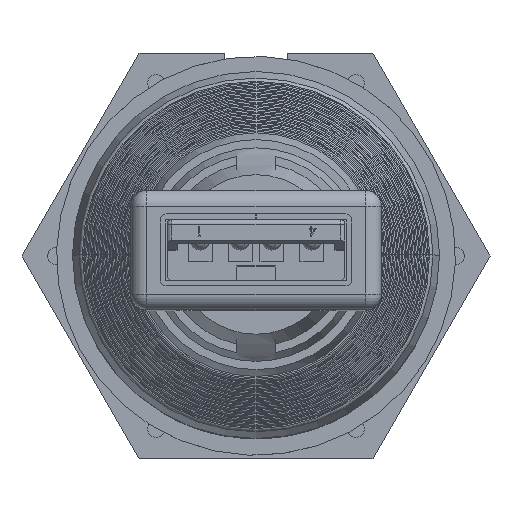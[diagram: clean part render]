
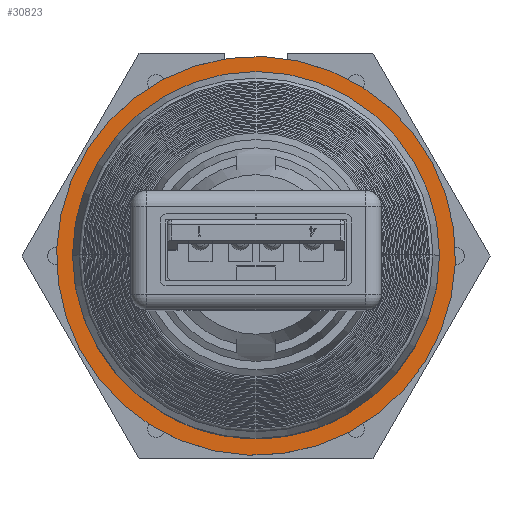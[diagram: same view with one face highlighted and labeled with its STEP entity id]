
A CAD part, top view. The second image highlights one B-rep face of the part: STEP entity #30823.
In plain terms, the highlighted face is planar.
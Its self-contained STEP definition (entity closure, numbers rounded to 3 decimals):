
#979 = CARTESIAN_POINT ( 'NONE',  ( 0., 0.75, 0. ) ) ;
#1009 = VERTEX_POINT ( 'NONE', #97906 ) ;
#8474 = AXIS2_PLACEMENT_3D ( 'NONE', #98045, #63619, #72317 ) ;
#13635 = EDGE_CURVE ( 'NONE', #1009, #17383, #32305, .T. ) ;
#15731 = AXIS2_PLACEMENT_3D ( 'NONE', #94269, #111213, #76126 ) ;
#17383 = VERTEX_POINT ( 'NONE', #96901 ) ;
#17759 = DIRECTION ( 'NONE',  ( 0., 0., 1. ) ) ;
#19114 = EDGE_CURVE ( 'NONE', #21928, #55811, #62373, .T. ) ;
#19224 = DIRECTION ( 'NONE',  ( 0., 1., 0. ) ) ;
#21928 = VERTEX_POINT ( 'NONE', #57118 ) ;
#23468 = CIRCLE ( 'NONE', #109399, 12.5 ) ;
#27822 = CIRCLE ( 'NONE', #98268, 10.15 ) ;
#30823 = ADVANCED_FACE ( 'NONE', ( #76449, #96750 ), #37648, .T. ) ;
#32305 = CIRCLE ( 'NONE', #15731, 12.5 ) ;
#35070 = DIRECTION ( 'NONE',  ( 0., 1., 0. ) ) ;
#37648 = PLANE ( 'NONE',  #8474 ) ;
#38897 = ORIENTED_EDGE ( 'NONE', *, *, #40494, .T. ) ;
#40494 = EDGE_CURVE ( 'NONE', #17383, #1009, #23468, .T. ) ;
#43684 = CARTESIAN_POINT ( 'NONE',  ( 0., 0.75, 0. ) ) ;
#47909 = ORIENTED_EDGE ( 'NONE', *, *, #97088, .F. ) ;
#51667 = ORIENTED_EDGE ( 'NONE', *, *, #19114, .F. ) ;
#53526 = ORIENTED_EDGE ( 'NONE', *, *, #13635, .T. ) ;
#55811 = VERTEX_POINT ( 'NONE', #81810 ) ;
#57118 = CARTESIAN_POINT ( 'NONE',  ( 0., 0.75, -10.15 ) ) ;
#60765 = AXIS2_PLACEMENT_3D ( 'NONE', #70471, #19224, #71220 ) ;
#62373 = CIRCLE ( 'NONE', #60765, 10.15 ) ;
#63619 = DIRECTION ( 'NONE',  ( 0., 1., 0. ) ) ;
#70471 = CARTESIAN_POINT ( 'NONE',  ( 0., 0.75, 0. ) ) ;
#71220 = DIRECTION ( 'NONE',  ( 0., 0., 1. ) ) ;
#72317 = DIRECTION ( 'NONE',  ( 0., 0., 1. ) ) ;
#76126 = DIRECTION ( 'NONE',  ( 0., 0., 1. ) ) ;
#76220 = EDGE_LOOP ( 'NONE', ( #38897, #53526 ) ) ;
#76449 = FACE_OUTER_BOUND ( 'NONE', #76220, .T. ) ;
#79014 = DIRECTION ( 'NONE',  ( 0., 1., 0. ) ) ;
#81810 = CARTESIAN_POINT ( 'NONE',  ( 0., 0.75, 10.15 ) ) ;
#87319 = DIRECTION ( 'NONE',  ( 0., 0., 1. ) ) ;
#94269 = CARTESIAN_POINT ( 'NONE',  ( 0., 0.75, 0. ) ) ;
#96750 = FACE_BOUND ( 'NONE', #108027, .T. ) ;
#96901 = CARTESIAN_POINT ( 'NONE',  ( 0., 0.75, -12.5 ) ) ;
#97088 = EDGE_CURVE ( 'NONE', #55811, #21928, #27822, .T. ) ;
#97906 = CARTESIAN_POINT ( 'NONE',  ( 0., 0.75, 12.5 ) ) ;
#98045 = CARTESIAN_POINT ( 'NONE',  ( 0., 0.75, 0. ) ) ;
#98268 = AXIS2_PLACEMENT_3D ( 'NONE', #979, #79014, #87319 ) ;
#108027 = EDGE_LOOP ( 'NONE', ( #51667, #47909 ) ) ;
#109399 = AXIS2_PLACEMENT_3D ( 'NONE', #43684, #35070, #17759 ) ;
#111213 = DIRECTION ( 'NONE',  ( 0., 1., 0. ) ) ;
